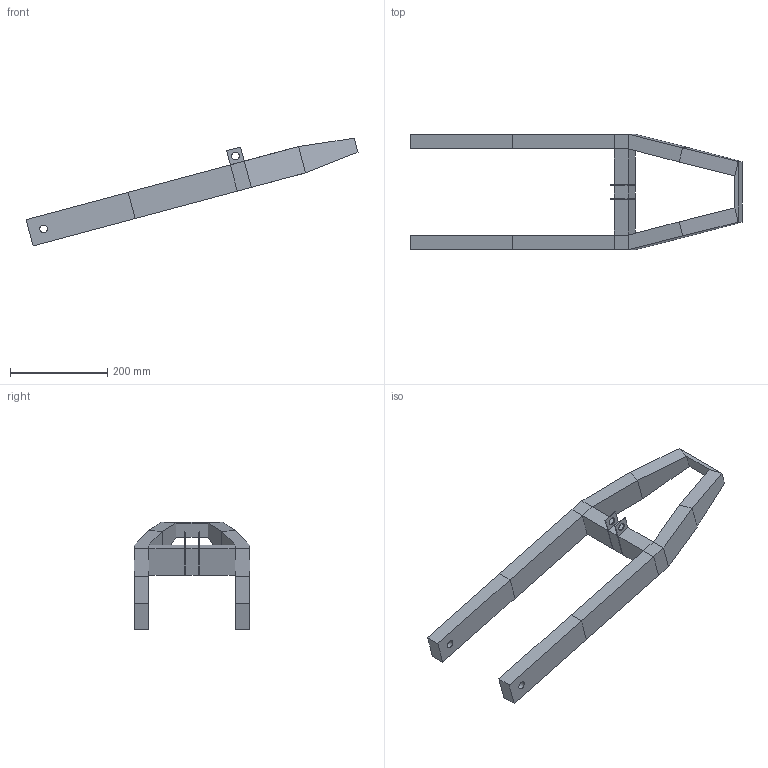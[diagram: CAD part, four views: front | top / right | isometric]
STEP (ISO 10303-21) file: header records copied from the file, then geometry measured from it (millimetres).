
FILE_DESCRIPTION(('Open CASCADE Model'),'2;1');
FILE_NAME('Open CASCADE Shape Model','2024-10-15T21:11:34',('Author'),( 'Open CASCADE'),'Open CASCADE STEP processor 7.7','Open CASCADE 7.7' ,'Unknown');
FILE_SCHEMA(('AUTOMOTIVE_DESIGN { 1 0 10303 214 1 1 1 1 }'));
Length unit declared in the file: millimetre
Products named in the file (1): Open CASCADE STEP translator 7.7 1
Bounding box: 684.38 x 238 x 221.93 mm (x, y, z)
Volume: 2564641.4 mm3; surface area: 277750.8 mm2
Topology: 1 solids, 1 shells, 76 faces, 180 edges, 104 vertices
Faces by surface type: bspline 76
Entity records: 4682 total; most frequent: CARTESIAN_POINT 2329, B_SPLINE_CURVE_WITH_KNOTS 476, ORIENTED_EDGE 360, PCURVE 360, DEFINITIONAL_REPRESENTATION 360, EDGE_CURVE 180, SURFACE_CURVE 176, VERTEX_POINT 104
